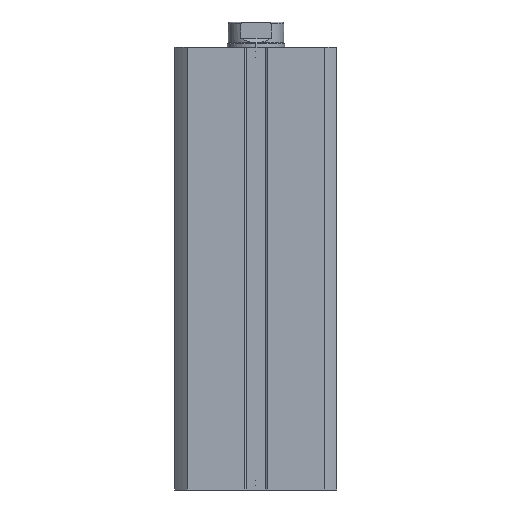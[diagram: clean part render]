
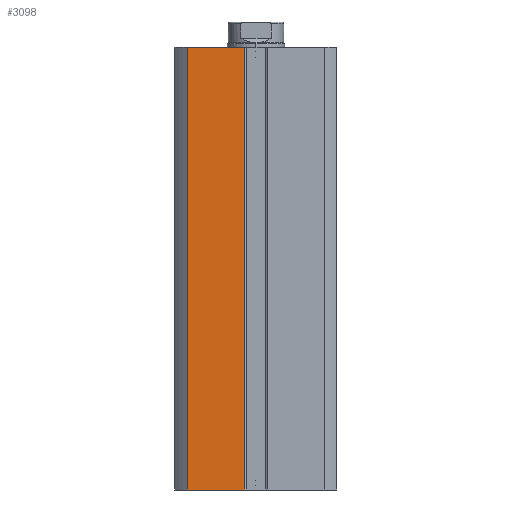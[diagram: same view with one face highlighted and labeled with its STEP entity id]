
A CAD part, front view. The second image highlights one B-rep face of the part: STEP entity #3098.
In plain terms, the highlighted planar face has unit normal (0, -1, 0).
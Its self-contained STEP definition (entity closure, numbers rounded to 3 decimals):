
#571 = ORIENTED_EDGE ( 'NONE', *, *, #2054, .T. ) ;
#575 = ORIENTED_EDGE ( 'NONE', *, *, #1123, .F. ) ;
#576 = ORIENTED_EDGE ( 'NONE', *, *, #1975, .F. ) ;
#602 = ORIENTED_EDGE ( 'NONE', *, *, #1117, .T. ) ;
#743 = DIRECTION ( 'NONE',  ( 0., 0., 1. ) ) ;
#751 = CARTESIAN_POINT ( 'NONE',  ( -19.079, -22.5, 0. ) ) ;
#755 = DIRECTION ( 'NONE',  ( 0., 0., 1. ) ) ;
#802 = CARTESIAN_POINT ( 'NONE',  ( -3.2, -22.5, 123. ) ) ;
#1117 = EDGE_CURVE ( 'NONE', #6754, #6711, #3535, .T. ) ;
#1123 = EDGE_CURVE ( 'NONE', #6784, #6686, #3548, .T. ) ;
#1559 = EDGE_LOOP ( 'NONE', ( #575, #571, #602, #576 ) ) ;
#1975 = EDGE_CURVE ( 'NONE', #6686, #6711, #3660, .T. ) ;
#2054 = EDGE_CURVE ( 'NONE', #6784, #6754, #3775, .T. ) ;
#2753 = AXIS2_PLACEMENT_3D ( 'NONE', #5125, #5128, #5129 ) ;
#3098 = ADVANCED_FACE ( 'NONE', ( #5791 ), #5126, .F. ) ;
#3535 = LINE ( 'NONE', #802, #3536 ) ;
#3536 = VECTOR ( 'NONE', #743, 1000. ) ;
#3545 = VECTOR ( 'NONE', #755, 1000. ) ;
#3548 = LINE ( 'NONE', #751, #3545 ) ;
#3660 = LINE ( 'NONE', #6457, #3661 ) ;
#3661 = VECTOR ( 'NONE', #6453, 1000. ) ;
#3775 = LINE ( 'NONE', #6394, #3779 ) ;
#3779 = VECTOR ( 'NONE', #6392, 1000. ) ;
#5125 = CARTESIAN_POINT ( 'NONE',  ( -22.5, -22.5, 123. ) ) ;
#5126 = PLANE ( 'NONE',  #2753 ) ;
#5128 = DIRECTION ( 'NONE',  ( 0., 1., 0. ) ) ;
#5129 = DIRECTION ( 'NONE',  ( 0., 0., 1. ) ) ;
#5594 = CARTESIAN_POINT ( 'NONE',  ( -19.079, -22.5, 123. ) ) ;
#5626 = CARTESIAN_POINT ( 'NONE',  ( -3.2, -22.5, 123. ) ) ;
#5791 = FACE_OUTER_BOUND ( 'NONE', #1559, .T. ) ;
#6093 = CARTESIAN_POINT ( 'NONE',  ( -3.2, -22.5, 0. ) ) ;
#6123 = CARTESIAN_POINT ( 'NONE',  ( -19.079, -22.5, 0. ) ) ;
#6392 = DIRECTION ( 'NONE',  ( 1., 0., 0. ) ) ;
#6394 = CARTESIAN_POINT ( 'NONE',  ( -22.5, -22.5, 0. ) ) ;
#6453 = DIRECTION ( 'NONE',  ( 1., 0., 0. ) ) ;
#6457 = CARTESIAN_POINT ( 'NONE',  ( -22.5, -22.5, 123. ) ) ;
#6686 = VERTEX_POINT ( 'NONE', #5594 ) ;
#6711 = VERTEX_POINT ( 'NONE', #5626 ) ;
#6754 = VERTEX_POINT ( 'NONE', #6093 ) ;
#6784 = VERTEX_POINT ( 'NONE', #6123 ) ;
